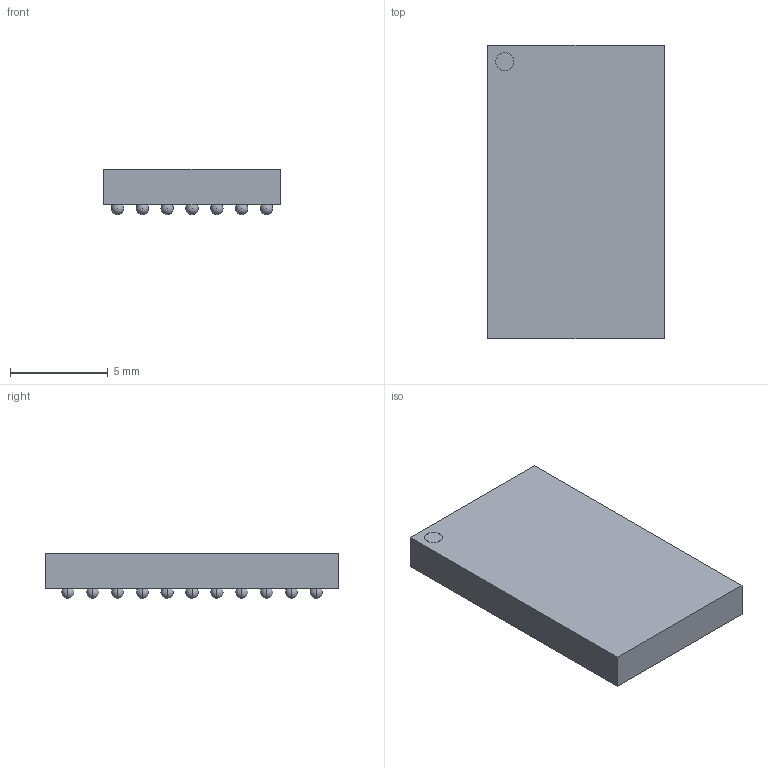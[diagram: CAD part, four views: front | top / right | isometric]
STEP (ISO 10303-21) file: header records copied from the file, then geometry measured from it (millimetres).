
FILE_DESCRIPTION (( 'STEP AP214' ), '1' );
FILE_NAME ('LINEAR_77-BGA-15x9x2.42mm.STEP', '2023-01-08T18:34:40', ( '' ), ( '' ), 'SwSTEP 2.0', 'SolidWorks 2019', '' );
FILE_SCHEMA (( 'AUTOMOTIVE_DESIGN' ));
Length unit declared in the file: millimetre
Products named in the file (1): LINEAR_77-BGA-15x9x2.42mm
Bounding box: 9 x 15 x 2.32 mm (x, y, z)
Volume: 254.7 mm3; surface area: 417.9 mm2
Topology: 1 solids, 1 shells, 163 faces, 711 edges, 474 vertices
Faces by surface type: sphere 154, plane 7, cylinder 2
Entity records: 6342 total; most frequent: DIRECTION 966, CARTESIAN_POINT 733, ORIENTED_EDGE 652, AXIS2_PLACEMENT_3D 476, EDGE_CURVE 326, CIRCLE 312, VERTEX_POINT 243, EDGE_LOOP 241
